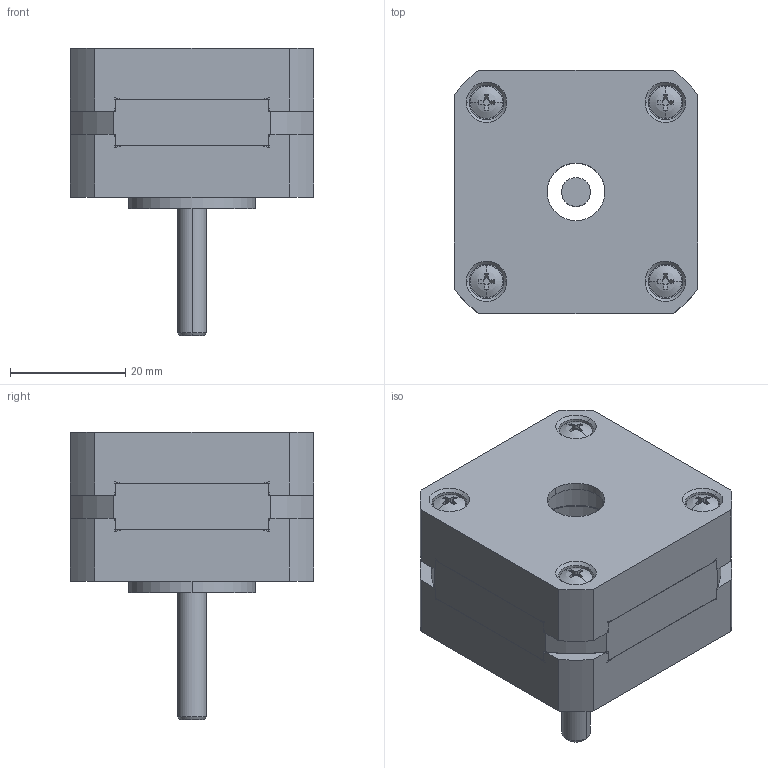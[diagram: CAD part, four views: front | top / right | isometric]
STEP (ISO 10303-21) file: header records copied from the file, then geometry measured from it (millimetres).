
FILE_DESCRIPTION((''),'2;1');
FILE_NAME('FL42STH25_ASM','2021-04-13T13:19:36',('yangle'),(''),'CREO PARAMETRIC BY PTC INC, 2017110','CREO PARAMETRIC BY PTC INC, 2017110','');
FILE_SCHEMA(('CONFIG_CONTROL_DESIGN'));
Length unit declared in the file: millimetre
Products named in the file (9): STH25-DZ; 1_1_01_EB421-001MG_AF1; 1_1_02_EB421-001G_ASM; 1_1_03_EB422-010MG_AF1; 1_1_04_EB422-010G_ASM; SF42-STH25; 1_2_05_130090; 1_1_14_PL424-000; FL42STH25_ASM
Assembly tree (11 placements, depth 3):
  FL42STH25_ASM
    STH25-DZ
    1_1_02_EB421-001G_ASM
      1_1_01_EB421-001MG_AF1
    1_1_04_EB422-010G_ASM
      1_1_03_EB422-010MG_AF1
    SF42-STH25
    1_2_05_130090  x4
    1_1_14_PL424-000
Bounding box: 42.2 x 42.2 x 49.8 mm (x, y, z)
Volume: 25907.8 mm3; surface area: 20461.1 mm2
Topology: 9 solids, 17 shells, 454 faces, 1152 edges, 742 vertices
Faces by surface type: plane 213, cylinder 165, cone 56, torus 12, sphere 8
Entity records: 10784 total; most frequent: CARTESIAN_POINT 2142, DIRECTION 1850, ORIENTED_EDGE 1708, EDGE_CURVE 864, AXIS2_PLACEMENT_3D 692, VERTEX_POINT 562, VECTOR 466, LINE 466
